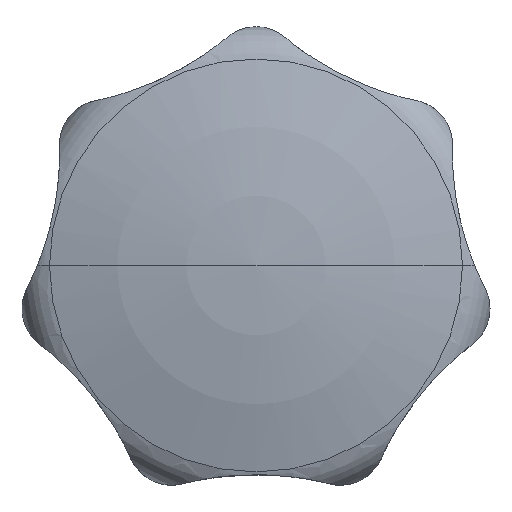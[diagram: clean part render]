
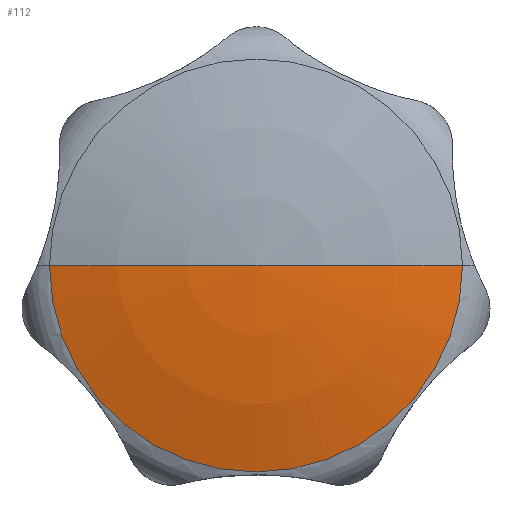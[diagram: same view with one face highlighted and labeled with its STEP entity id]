
A CAD part, top view. The second image highlights one B-rep face of the part: STEP entity #112.
In plain terms, the highlighted spherical face has radius 50 mm.
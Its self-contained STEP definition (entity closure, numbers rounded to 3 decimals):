
#112=ADVANCED_FACE('',(#220),#221,.T.);
#220=FACE_OUTER_BOUND('',#323,.T.);
#221=SPHERICAL_SURFACE('',#324,50.);
#323=EDGE_LOOP('',(#619,#620,#621));
#324=AXIS2_PLACEMENT_3D('',#622,#623,#624);
#619=ORIENTED_EDGE('',*,*,#643,.F.);
#620=ORIENTED_EDGE('',*,*,#662,.T.);
#621=ORIENTED_EDGE('',*,*,#644,.F.);
#622=CARTESIAN_POINT('',(0.,0.,-30.));
#623=DIRECTION('',(0.,0.,1.0));
#624=DIRECTION('',(-1.0,0.,0.0));
#643=EDGE_CURVE('',#766,#767,#768,.T.);
#644=EDGE_CURVE('',#767,#769,#770,.T.);
#662=EDGE_CURVE('',#766,#769,#802,.T.);
#766=VERTEX_POINT('',#953);
#767=VERTEX_POINT('',#954);
#768=CIRCLE('',#955,50.);
#769=VERTEX_POINT('',#956);
#770=CIRCLE('',#957,50.);
#802=CIRCLE('',#1116,13.83);
#953=CARTESIAN_POINT('',(-13.83,0.,18.049));
#954=CARTESIAN_POINT('',(0.,0.,20.0));
#955=AXIS2_PLACEMENT_3D('',#1612,#1613,#1614);
#956=CARTESIAN_POINT('',(13.83,0.,18.049));
#957=AXIS2_PLACEMENT_3D('',#1615,#1616,#1617);
#1116=AXIS2_PLACEMENT_3D('',#1627,#1628,#1629);
#1612=CARTESIAN_POINT('',(0.,0.,-30.));
#1613=DIRECTION('',(0.,1.0,0.));
#1614=DIRECTION('',(0.0,0.,-1.0));
#1615=CARTESIAN_POINT('',(0.,0.,-30.));
#1616=DIRECTION('',(0.,1.0,0.));
#1617=DIRECTION('',(0.0,0.,-1.0));
#1627=CARTESIAN_POINT('',(0.,0.,18.049));
#1628=DIRECTION('',(0.,0.,1.0));
#1629=DIRECTION('',(1.0,0.,0.));
